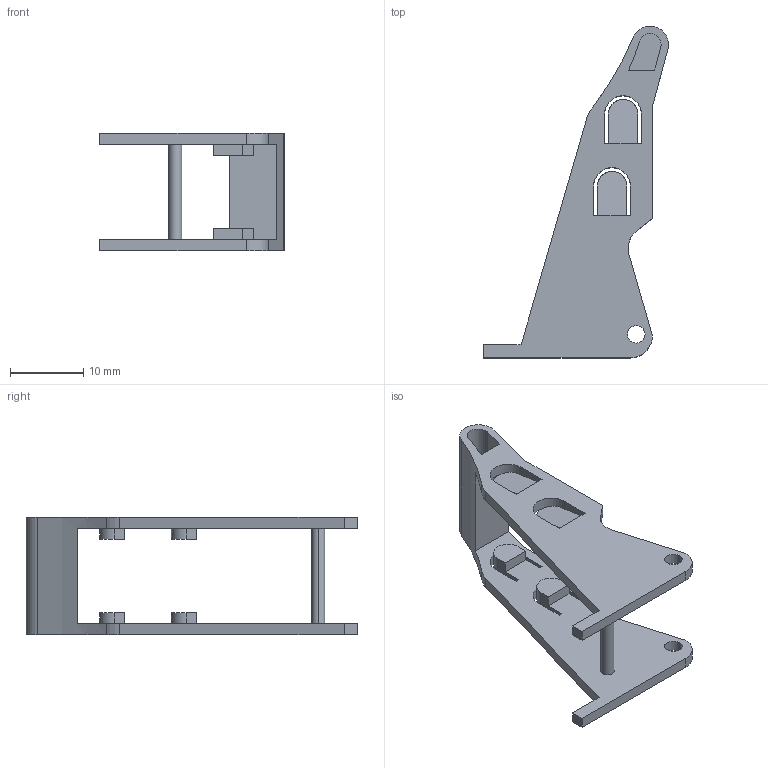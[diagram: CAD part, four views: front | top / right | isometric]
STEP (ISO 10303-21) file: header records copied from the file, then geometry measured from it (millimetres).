
FILE_DESCRIPTION (( 'STEP AP203' ), '1' );
FILE_NAME ('16016.2_PRSXT_ C1_2.STEP', '2023-11-28T03:12:48', ( '' ), ( '' ), 'SwSTEP 2.0', 'SolidWorks 2013', '' );
FILE_SCHEMA (( 'CONFIG_CONTROL_DESIGN' ));
Length unit declared in the file: millimetre
Products named in the file (1): 16016.2_PRSXT_ C1_2
Bounding box: 25.18 x 45.2 x 16 mm (x, y, z)
Volume: 1736.9 mm3; surface area: 3092.1 mm2
Topology: 1 solids, 1 shells, 89 faces, 255 edges, 170 vertices
Faces by surface type: plane 58, cylinder 31
Entity records: 3014 total; most frequent: CARTESIAN_POINT 527, ORIENTED_EDGE 510, DIRECTION 491, EDGE_CURVE 255, LINE 191, VECTOR 191, VERTEX_POINT 170, AXIS2_PLACEMENT_3D 150
